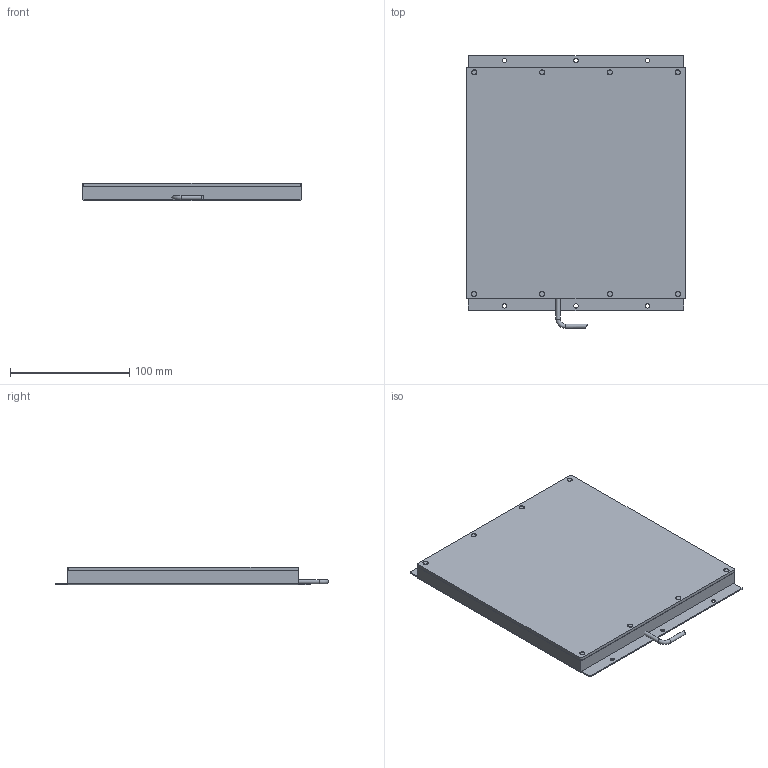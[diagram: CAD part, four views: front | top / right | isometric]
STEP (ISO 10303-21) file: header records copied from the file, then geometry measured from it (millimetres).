
FILE_DESCRIPTION (( 'STEP AP203' ), '1' );
FILE_NAME ('SBL-180X180x.STEP', '2016-02-12T07:27:23', ( 'CCS Inc' ), ( 'CCS Inc' ), 'SwSTEP 2.0', 'SolidWorks 2011', '' );
FILE_SCHEMA (( 'CONFIG_CONTROL_DESIGN' ));
Length unit declared in the file: millimetre
Products named in the file (1): SBL-180X180x
Bounding box: 183 x 228.75 x 15 mm (x, y, z)
Volume: 536573.8 mm3; surface area: 161593.3 mm2
Topology: 12 solids, 12 shells, 102 faces, 209 edges, 131 vertices
Faces by surface type: plane 47, cylinder 36, cone 17, torus 1, bspline 1
Full cylindrical faces by diameter (mm): 2 x9, 2.4 x8, 3.5 x2, 3.6 x6, 4 x9
Entity records: 2517 total; most frequent: CARTESIAN_POINT 439, DIRECTION 432, ORIENTED_EDGE 300, EDGE_LOOP 182, AXIS2_PLACEMENT_3D 181, EDGE_CURVE 150, FACE_OUTER_BOUND 137, VERTEX_POINT 124
